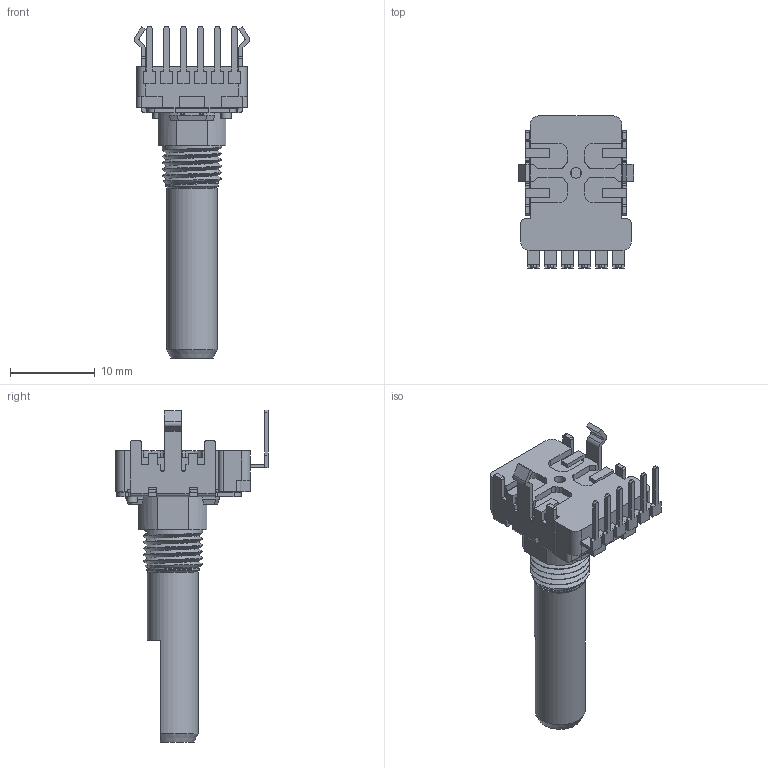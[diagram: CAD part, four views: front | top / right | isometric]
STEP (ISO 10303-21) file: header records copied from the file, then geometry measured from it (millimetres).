
FILE_DESCRIPTION((''),'2;1');
FILE_NAME('K122K0V02F.stp','2019-08-05T11:19:38',('kak13012'),(''),'Autodesk Inventor 2010','Autodesk Inventor 2010','');
FILE_SCHEMA(('AUTOMOTIVE_DESIGN { 1 0 10303 214 1 1 1 1 }'));
Length unit declared in the file: millimetre
Products named in the file (1): K122K0V02F
Bounding box: 13.6 x 17.9 x 39.08 mm (x, y, z)
Surface area: 2738.6 mm2 (no closed solid volume)
Topology: 0 solids, 5 shells, 640 faces, 1815 edges, 1185 vertices
Faces by surface type: plane 364, cylinder 176, bspline 84, cone 13, sphere 2, torus 1
Full cylindrical faces by diameter (mm): 1.2 x2, 1.23 x10, 1.27 x1, 3.9 x1, 4.36 x1, 4.4 x1, 5.6 x1, 6 x1, 10 x1
Entity records: 24210 total; most frequent: CARTESIAN_POINT 7400, ORIENTED_EDGE 3578, DIRECTION 3252, EDGE_CURVE 1789, VECTOR 1302, LINE 1302, VERTEX_POINT 1183, AXIS2_PLACEMENT_3D 975
